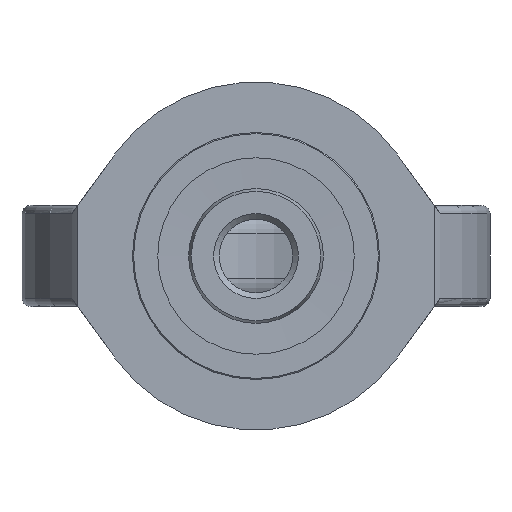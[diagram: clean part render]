
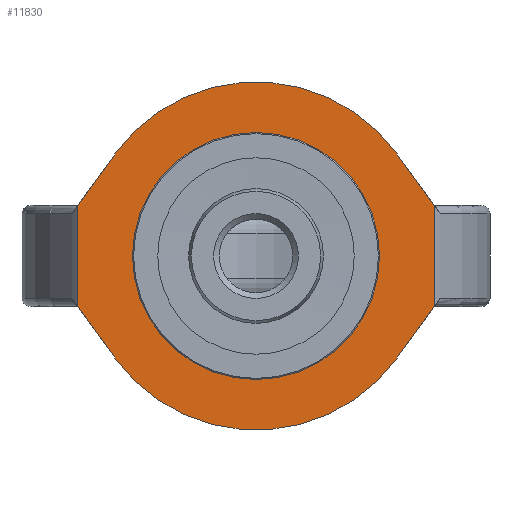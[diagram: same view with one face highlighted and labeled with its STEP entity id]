
A CAD part, front view. The second image highlights one B-rep face of the part: STEP entity #11830.
In plain terms, the highlighted planar face has unit normal (0, -1, 0).
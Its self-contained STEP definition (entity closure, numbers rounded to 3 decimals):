
#292=CIRCLE('',#12448,44.);
#350=CIRCLE('',#12566,62.);
#351=CIRCLE('',#12570,62.);
#510=FACE_BOUND('',#2256,.T.);
#1551=FACE_OUTER_BOUND('',#2255,.T.);
#2255=EDGE_LOOP('',(#9466,#9467,#9468,#9469,#9470,#9471,#9472,#9473));
#2256=EDGE_LOOP('',(#9474));
#3241=LINE('',#18493,#4235);
#3245=LINE('',#18510,#4239);
#3251=LINE('',#18971,#4245);
#3253=LINE('',#18975,#4247);
#3255=LINE('',#18981,#4249);
#3256=LINE('',#18983,#4250);
#4235=VECTOR('',#14160,10.);
#4239=VECTOR('',#14180,10.);
#4245=VECTOR('',#14298,10.);
#4247=VECTOR('',#14302,10.);
#4249=VECTOR('',#14310,10.);
#4250=VECTOR('',#14313,10.);
#5162=VERTEX_POINT('',#18283);
#5210=VERTEX_POINT('',#18485);
#5213=VERTEX_POINT('',#18491);
#5217=VERTEX_POINT('',#18507);
#5218=VERTEX_POINT('',#18509);
#5228=VERTEX_POINT('',#18965);
#5229=VERTEX_POINT('',#18967);
#5230=VERTEX_POINT('',#18973);
#5231=VERTEX_POINT('',#18977);
#6612=EDGE_CURVE('',#5162,#5162,#292,.T.);
#6680=EDGE_CURVE('',#5210,#5213,#3241,.T.);
#6688=EDGE_CURVE('',#5217,#5218,#3245,.T.);
#6731=EDGE_CURVE('',#5229,#5228,#350,.T.);
#6733=EDGE_CURVE('',#5228,#5218,#3251,.T.);
#6735=EDGE_CURVE('',#5217,#5230,#3253,.T.);
#6737=EDGE_CURVE('',#5230,#5231,#351,.T.);
#6738=EDGE_CURVE('',#5231,#5210,#3255,.T.);
#6739=EDGE_CURVE('',#5213,#5229,#3256,.T.);
#9466=ORIENTED_EDGE('',*,*,#6688,.F.);
#9467=ORIENTED_EDGE('',*,*,#6735,.T.);
#9468=ORIENTED_EDGE('',*,*,#6737,.T.);
#9469=ORIENTED_EDGE('',*,*,#6738,.T.);
#9470=ORIENTED_EDGE('',*,*,#6680,.T.);
#9471=ORIENTED_EDGE('',*,*,#6739,.T.);
#9472=ORIENTED_EDGE('',*,*,#6731,.T.);
#9473=ORIENTED_EDGE('',*,*,#6733,.T.);
#9474=ORIENTED_EDGE('',*,*,#6612,.T.);
#11249=PLANE('',#12573);
#11830=ADVANCED_FACE('',(#1551,#510),#11249,.T.);
#12448=AXIS2_PLACEMENT_3D('',#18284,#14018,#14019);
#12566=AXIS2_PLACEMENT_3D('',#18968,#14293,#14294);
#12570=AXIS2_PLACEMENT_3D('',#18979,#14306,#14307);
#12573=AXIS2_PLACEMENT_3D('',#18984,#14314,#14315);
#14018=DIRECTION('center_axis',(0.,1.,0.));
#14019=DIRECTION('ref_axis',(-1.,0.,0.));
#14160=DIRECTION('',(0.,0.,-1.));
#14180=DIRECTION('',(0.,0.,-1.));
#14293=DIRECTION('center_axis',(0.,-1.,0.));
#14294=DIRECTION('ref_axis',(-0.81,0.,-0.586));
#14298=DIRECTION('',(0.586,0.,0.81));
#14302=DIRECTION('',(-0.586,0.,0.81));
#14306=DIRECTION('center_axis',(0.,-1.,0.));
#14307=DIRECTION('ref_axis',(0.81,0.,0.586));
#14310=DIRECTION('',(-0.586,0.,-0.81));
#14313=DIRECTION('',(0.586,0.,-0.81));
#14314=DIRECTION('center_axis',(0.,-1.,0.));
#14315=DIRECTION('ref_axis',(1.,0.,0.));
#18283=CARTESIAN_POINT('',(44.,-87.5,0.));
#18284=CARTESIAN_POINT('Origin',(0.,-87.5,0.));
#18485=CARTESIAN_POINT('',(-63.5,-87.5,18.));
#18491=CARTESIAN_POINT('',(-63.5,-87.5,-18.));
#18493=CARTESIAN_POINT('',(-63.5,-87.5,0.));
#18507=CARTESIAN_POINT('',(63.5,-87.5,18.));
#18509=CARTESIAN_POINT('',(63.5,-87.5,-18.));
#18510=CARTESIAN_POINT('',(63.5,-87.5,0.));
#18965=CARTESIAN_POINT('',(50.235,-87.5,-36.338));
#18967=CARTESIAN_POINT('',(-50.235,-87.5,-36.338));
#18968=CARTESIAN_POINT('Origin',(0.,-87.5,0.));
#18971=CARTESIAN_POINT('',(50.235,-87.5,-36.338));
#18973=CARTESIAN_POINT('',(50.235,-87.5,36.338));
#18975=CARTESIAN_POINT('',(63.5,-87.5,18.));
#18977=CARTESIAN_POINT('',(-50.235,-87.5,36.338));
#18979=CARTESIAN_POINT('Origin',(0.,-87.5,0.));
#18981=CARTESIAN_POINT('',(-50.235,-87.5,36.338));
#18983=CARTESIAN_POINT('',(-63.5,-87.5,-18.));
#18984=CARTESIAN_POINT('Origin',(-63.5,-87.5,0.));
